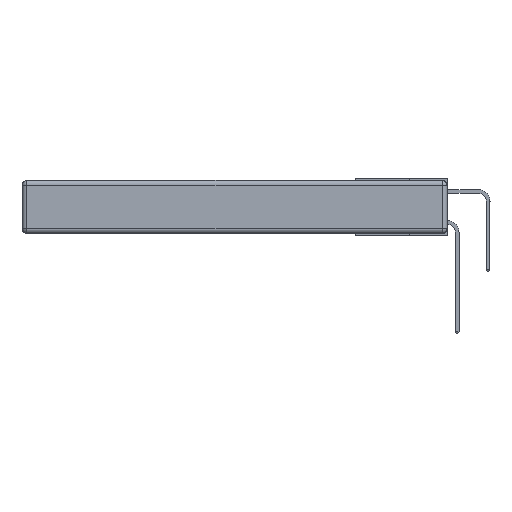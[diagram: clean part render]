
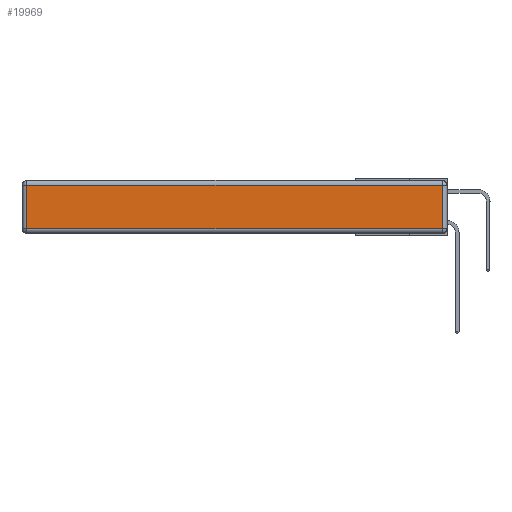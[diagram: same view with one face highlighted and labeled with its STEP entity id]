
A CAD part, left-side view. The second image highlights one B-rep face of the part: STEP entity #19969.
In plain terms, the highlighted planar face has unit normal (-1, 0, 0).
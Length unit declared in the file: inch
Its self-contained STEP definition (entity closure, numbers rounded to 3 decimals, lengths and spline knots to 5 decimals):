
#131 = VERTEX_POINT ( 'NONE', #25003 ) ;
#178 = LINE ( 'NONE', #5699, #4496 ) ;
#709 = EDGE_CURVE ( 'NONE', #10930, #33727, #21563, .T. ) ;
#2915 = EDGE_CURVE ( 'NONE', #33727, #131, #14846, .T. ) ;
#3390 = AXIS2_PLACEMENT_3D ( 'NONE', #29277, #28810, #15670 ) ;
#4496 = VECTOR ( 'NONE', #16682, 39.37008 ) ;
#5611 = CARTESIAN_POINT ( 'NONE',  ( 0., 0.03, -0.03 ) ) ;
#5699 = CARTESIAN_POINT ( 'NONE',  ( 0., 0., -0.313 ) ) ;
#6288 = CARTESIAN_POINT ( 'NONE',  ( 0., 2.72, -0.343 ) ) ;
#7676 = VECTOR ( 'NONE', #27803, 39.37008 ) ;
#9951 = VECTOR ( 'NONE', #29404, 39.37008 ) ;
#10237 = PLANE ( 'NONE',  #3390 ) ;
#10930 = VERTEX_POINT ( 'NONE', #5611 ) ;
#11381 = EDGE_LOOP ( 'NONE', ( #15898, #18320, #12869, #13976 ) ) ;
#12869 = ORIENTED_EDGE ( 'NONE', *, *, #709, .T. ) ;
#13976 = ORIENTED_EDGE ( 'NONE', *, *, #2915, .T. ) ;
#14846 = LINE ( 'NONE', #6288, #7676 ) ;
#15670 = DIRECTION ( 'NONE',  ( 0., 0., 1. ) ) ;
#15898 = ORIENTED_EDGE ( 'NONE', *, *, #21189, .T. ) ;
#16682 = DIRECTION ( 'NONE',  ( 0., -1., 0. ) ) ;
#18320 = ORIENTED_EDGE ( 'NONE', *, *, #34527, .T. ) ;
#19397 = VECTOR ( 'NONE', #19454, 39.37008 ) ;
#19454 = DIRECTION ( 'NONE',  ( 0., 1., 0. ) ) ;
#19969 = ADVANCED_FACE ( 'NONE', ( #28928 ), #10237, .T. ) ;
#21189 = EDGE_CURVE ( 'NONE', #131, #29059, #178, .T. ) ;
#21563 = LINE ( 'NONE', #22333, #19397 ) ;
#22333 = CARTESIAN_POINT ( 'NONE',  ( 0., 2.75, -0.03 ) ) ;
#23779 = CARTESIAN_POINT ( 'NONE',  ( 0., 0.03, -0.313 ) ) ;
#24010 = CARTESIAN_POINT ( 'NONE',  ( 0., 2.72, -0.03 ) ) ;
#24834 = LINE ( 'NONE', #29751, #9951 ) ;
#25003 = CARTESIAN_POINT ( 'NONE',  ( 0., 2.72, -0.313 ) ) ;
#27803 = DIRECTION ( 'NONE',  ( 0., 0., -1. ) ) ;
#28810 = DIRECTION ( 'NONE',  ( -1., 0., 0. ) ) ;
#28928 = FACE_OUTER_BOUND ( 'NONE', #11381, .T. ) ;
#29059 = VERTEX_POINT ( 'NONE', #23779 ) ;
#29277 = CARTESIAN_POINT ( 'NONE',  ( 0., 0., -0.343 ) ) ;
#29404 = DIRECTION ( 'NONE',  ( 0., 0., 1. ) ) ;
#29751 = CARTESIAN_POINT ( 'NONE',  ( 0., 0.03, -0.343 ) ) ;
#33727 = VERTEX_POINT ( 'NONE', #24010 ) ;
#34527 = EDGE_CURVE ( 'NONE', #29059, #10930, #24834, .T. ) ;
